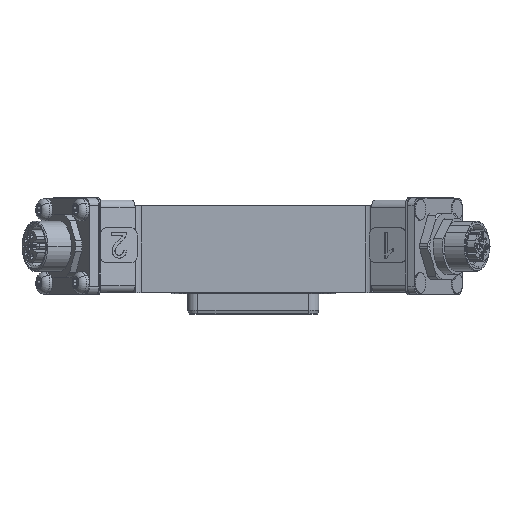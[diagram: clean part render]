
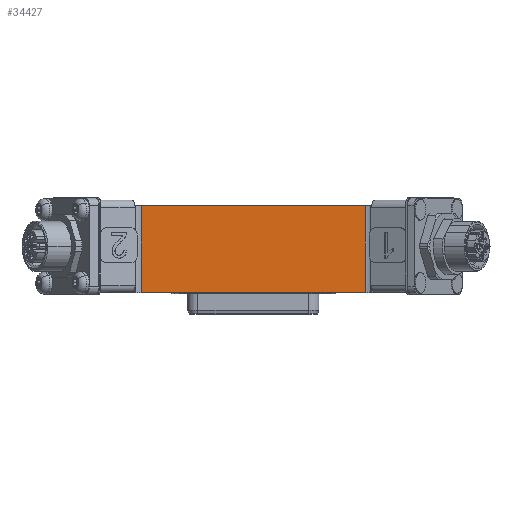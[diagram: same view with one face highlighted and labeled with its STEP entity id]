
A CAD part, top view. The second image highlights one B-rep face of the part: STEP entity #34427.
In plain terms, the highlighted planar face has unit normal (0, 0, 1).
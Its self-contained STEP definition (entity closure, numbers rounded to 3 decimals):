
#501 = EDGE_CURVE ( 'NONE', #17859, #38394, #1923, .T. ) ;
#1617 = PLANE ( 'NONE',  #30415 ) ;
#1923 = LINE ( 'NONE', #22703, #18402 ) ;
#2212 = LINE ( 'NONE', #31383, #26438 ) ;
#2706 = CARTESIAN_POINT ( 'NONE',  ( 30.304, 11.5, 38. ) ) ;
#4775 = ORIENTED_EDGE ( 'NONE', *, *, #501, .F. ) ;
#5915 = DIRECTION ( 'NONE',  ( 1., 0., 0. ) ) ;
#7560 = CARTESIAN_POINT ( 'NONE',  ( 30.304, -12., 38. ) ) ;
#8062 = FACE_OUTER_BOUND ( 'NONE', #8730, .T. ) ;
#8730 = EDGE_LOOP ( 'NONE', ( #4775, #34928, #29383, #29795 ) ) ;
#9471 = EDGE_CURVE ( 'NONE', #17859, #11979, #2212, .T. ) ;
#10601 = DIRECTION ( 'NONE',  ( 0., 0., -1. ) ) ;
#11979 = VERTEX_POINT ( 'NONE', #19046 ) ;
#12527 = CARTESIAN_POINT ( 'NONE',  ( 30.304, 13., 38. ) ) ;
#16147 = DIRECTION ( 'NONE',  ( 1., 0., 0. ) ) ;
#16352 = VECTOR ( 'NONE', #30197, 1000. ) ;
#17859 = VERTEX_POINT ( 'NONE', #36807 ) ;
#18402 = VECTOR ( 'NONE', #16147, 1000. ) ;
#19046 = CARTESIAN_POINT ( 'NONE',  ( -30.304, -12., 38. ) ) ;
#19130 = CARTESIAN_POINT ( 'NONE',  ( -30.304, 13., 38. ) ) ;
#19808 = VERTEX_POINT ( 'NONE', #7560 ) ;
#20676 = LINE ( 'NONE', #32559, #22979 ) ;
#22424 = DIRECTION ( 'NONE',  ( -1., 0., 0. ) ) ;
#22703 = CARTESIAN_POINT ( 'NONE',  ( -30.304, 11.5, 38. ) ) ;
#22979 = VECTOR ( 'NONE', #5915, 1000. ) ;
#24731 = EDGE_CURVE ( 'NONE', #38394, #19808, #33702, .T. ) ;
#26438 = VECTOR ( 'NONE', #34908, 1000. ) ;
#29383 = ORIENTED_EDGE ( 'NONE', *, *, #30120, .T. ) ;
#29795 = ORIENTED_EDGE ( 'NONE', *, *, #24731, .F. ) ;
#30120 = EDGE_CURVE ( 'NONE', #11979, #19808, #20676, .T. ) ;
#30197 = DIRECTION ( 'NONE',  ( 0., -1., 0. ) ) ;
#30415 = AXIS2_PLACEMENT_3D ( 'NONE', #19130, #10601, #22424 ) ;
#31383 = CARTESIAN_POINT ( 'NONE',  ( -30.304, 13., 38. ) ) ;
#32559 = CARTESIAN_POINT ( 'NONE',  ( -30.304, -12., 38. ) ) ;
#33702 = LINE ( 'NONE', #12527, #16352 ) ;
#34427 = ADVANCED_FACE ( 'NONE', ( #8062 ), #1617, .F. ) ;
#34908 = DIRECTION ( 'NONE',  ( 0., -1., 0. ) ) ;
#34928 = ORIENTED_EDGE ( 'NONE', *, *, #9471, .T. ) ;
#36807 = CARTESIAN_POINT ( 'NONE',  ( -30.304, 11.5, 38. ) ) ;
#38394 = VERTEX_POINT ( 'NONE', #2706 ) ;
